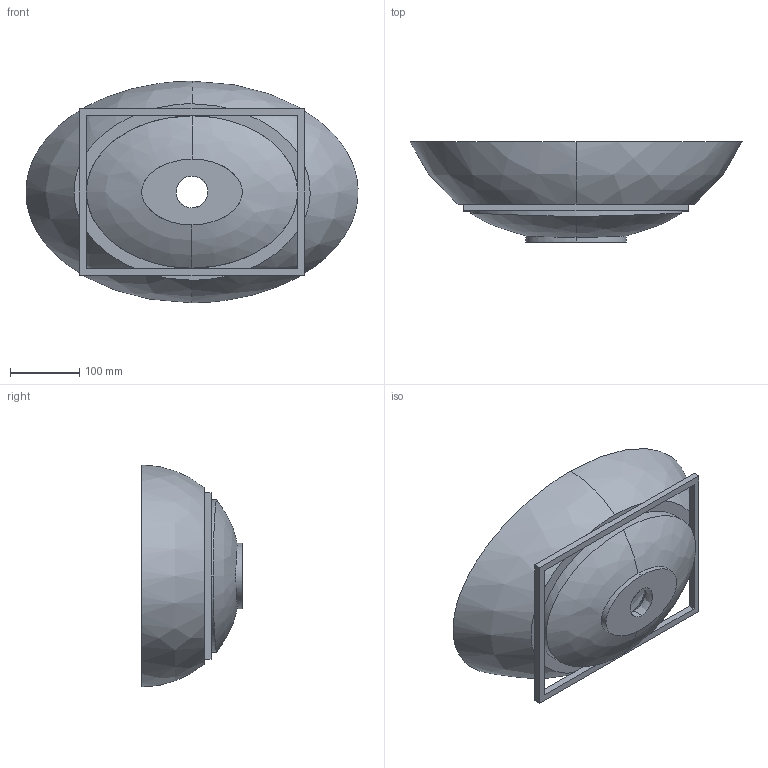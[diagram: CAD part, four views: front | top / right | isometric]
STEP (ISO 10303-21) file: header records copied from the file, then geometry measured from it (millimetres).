
FILE_DESCRIPTION (( 'STEP AP214' ), '1' );
FILE_NAME ('D833-6SO.STEP', '2018-09-07T07:57:36', ( 'User' ), ( '' ), 'SwSTEP 2.0', 'SolidWorks 2017', '' );
FILE_SCHEMA (( 'AUTOMOTIVE_DESIGN' ));
Length unit declared in the file: millimetre
Products named in the file (2): D833-6SO
Bounding box: 479.69 x 145 x 320 mm (x, y, z)
Volume: 3375445.6 mm3; surface area: 419313.2 mm2
Topology: 2 solids, 2 shells, 26 faces, 58 edges, 36 vertices
Faces by surface type: bspline 14, plane 12
Entity records: 4614 total; most frequent: CARTESIAN_POINT 4082, ORIENTED_EDGE 116, EDGE_CURVE 58, DIRECTION 54, VERTEX_POINT 36, B_SPLINE_CURVE_WITH_KNOTS 30, EDGE_LOOP 30, ADVANCED_FACE 26
